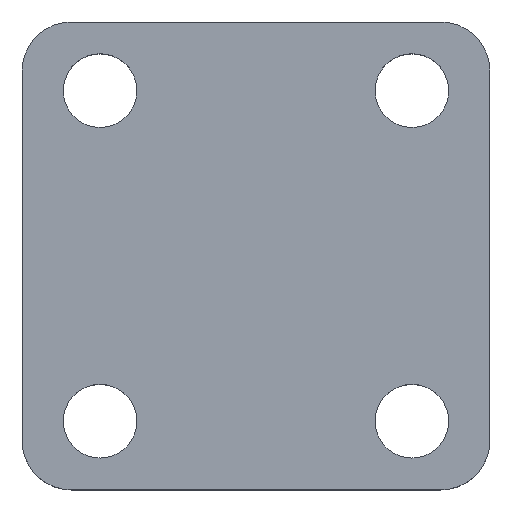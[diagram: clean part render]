
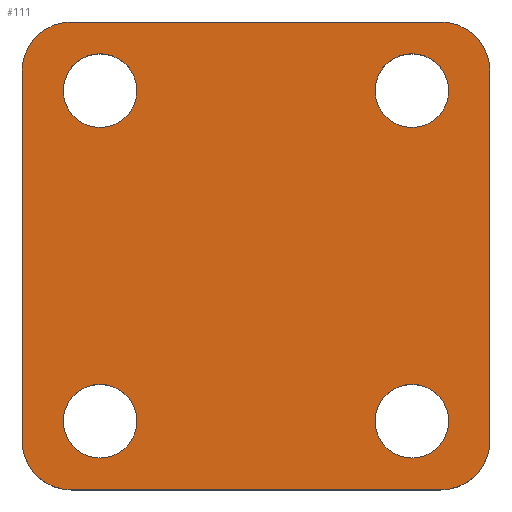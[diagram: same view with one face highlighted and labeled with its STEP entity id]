
A CAD part, top view. The second image highlights one B-rep face of the part: STEP entity #111.
In plain terms, the highlighted planar face has unit normal (0, 0, 1).
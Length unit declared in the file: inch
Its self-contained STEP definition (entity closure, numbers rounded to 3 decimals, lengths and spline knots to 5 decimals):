
#4 = DIRECTION ( 'NONE',  ( 0., 0., 1. ) ) ;
#9 = CARTESIAN_POINT ( 'NONE',  ( -0.375, -0.375, 0.09843 ) ) ;
#11 = EDGE_CURVE ( 'NONE', #391, #203, #118, .T. ) ;
#12 = ORIENTED_EDGE ( 'NONE', *, *, #50, .T. ) ;
#14 = EDGE_CURVE ( 'NONE', #328, #71, #624, .T. ) ;
#15 = CARTESIAN_POINT ( 'NONE',  ( -0.375, -0.29626, 0.09843 ) ) ;
#25 = LINE ( 'NONE', #481, #490 ) ;
#32 = VECTOR ( 'NONE', #414, 39.37008 ) ;
#34 = ORIENTED_EDGE ( 'NONE', *, *, #55, .F. ) ;
#36 = VERTEX_POINT ( 'NONE', #236 ) ;
#50 = EDGE_CURVE ( 'NONE', #158, #406, #644, .T. ) ;
#51 = CIRCLE ( 'NONE', #89, 0.05906 ) ;
#54 = DIRECTION ( 'NONE',  ( -1., 0., 0. ) ) ;
#55 = EDGE_CURVE ( 'NONE', #557, #79, #395, .T. ) ;
#66 = ORIENTED_EDGE ( 'NONE', *, *, #560, .T. ) ;
#70 = AXIS2_PLACEMENT_3D ( 'NONE', #570, #327, #227 ) ;
#71 = VERTEX_POINT ( 'NONE', #540 ) ;
#73 = DIRECTION ( 'NONE',  ( 0., 0., 1. ) ) ;
#79 = VERTEX_POINT ( 'NONE', #269 ) ;
#85 = DIRECTION ( 'NONE',  ( 0., 0., 1. ) ) ;
#89 = AXIS2_PLACEMENT_3D ( 'NONE', #199, #97, #501 ) ;
#97 = DIRECTION ( 'NONE',  ( 0., 0., 1. ) ) ;
#99 = FACE_BOUND ( 'NONE', #296, .T. ) ;
#101 = AXIS2_PLACEMENT_3D ( 'NONE', #438, #85, #321 ) ;
#109 = ORIENTED_EDGE ( 'NONE', *, *, #283, .T. ) ;
#110 = AXIS2_PLACEMENT_3D ( 'NONE', #578, #73, #263 ) ;
#111 = ADVANCED_FACE ( 'NONE', ( #291, #500, #99, #356, #345 ), #642, .F. ) ;
#116 = ORIENTED_EDGE ( 'NONE', *, *, #637, .T. ) ;
#118 = CIRCLE ( 'NONE', #573, 0.05906 ) ;
#123 = ORIENTED_EDGE ( 'NONE', *, *, #11, .F. ) ;
#131 = DIRECTION ( 'NONE',  ( 0., 0., 1. ) ) ;
#134 = CARTESIAN_POINT ( 'NONE',  ( -0.25, 0.265, 0.09843 ) ) ;
#141 = CARTESIAN_POINT ( 'NONE',  ( -0.25, -0.265, 0.09843 ) ) ;
#144 = ORIENTED_EDGE ( 'NONE', *, *, #401, .T. ) ;
#147 = EDGE_CURVE ( 'NONE', #203, #391, #51, .T. ) ;
#155 = VECTOR ( 'NONE', #208, 39.37008 ) ;
#156 = CARTESIAN_POINT ( 'NONE',  ( -0.29626, -0.29626, 0.09843 ) ) ;
#158 = VERTEX_POINT ( 'NONE', #247 ) ;
#159 = CARTESIAN_POINT ( 'NONE',  ( -0.29626, -0.375, 0.09843 ) ) ;
#163 = CARTESIAN_POINT ( 'NONE',  ( 0.19094, 0.265, 0.09843 ) ) ;
#174 = EDGE_CURVE ( 'NONE', #572, #440, #588, .T. ) ;
#179 = DIRECTION ( 'NONE',  ( 1., 0., 0. ) ) ;
#183 = DIRECTION ( 'NONE',  ( 0., 0., 1. ) ) ;
#185 = CARTESIAN_POINT ( 'NONE',  ( 0.29626, 0.29626, 0.09843 ) ) ;
#197 = DIRECTION ( 'NONE',  ( -1., 0., 0. ) ) ;
#199 = CARTESIAN_POINT ( 'NONE',  ( -0.25, 0.265, 0.09843 ) ) ;
#203 = VERTEX_POINT ( 'NONE', #596 ) ;
#205 = LINE ( 'NONE', #256, #155 ) ;
#208 = DIRECTION ( 'NONE',  ( 0., 1., 0. ) ) ;
#211 = DIRECTION ( 'NONE',  ( 0., 0., 1. ) ) ;
#212 = CIRCLE ( 'NONE', #110, 0.05906 ) ;
#215 = DIRECTION ( 'NONE',  ( 1., 0., 0. ) ) ;
#227 = DIRECTION ( 'NONE',  ( 1., 0., 0. ) ) ;
#234 = CARTESIAN_POINT ( 'NONE',  ( 0.29626, -0.29626, 0.09843 ) ) ;
#236 = CARTESIAN_POINT ( 'NONE',  ( -0.29626, 0.375, 0.09843 ) ) ;
#237 = CIRCLE ( 'NONE', #70, 0.05906 ) ;
#238 = VECTOR ( 'NONE', #215, 39.37008 ) ;
#240 = EDGE_CURVE ( 'NONE', #79, #557, #237, .T. ) ;
#245 = AXIS2_PLACEMENT_3D ( 'NONE', #324, #527, #179 ) ;
#247 = CARTESIAN_POINT ( 'NONE',  ( 0.29626, -0.375, 0.09843 ) ) ;
#248 = CARTESIAN_POINT ( 'NONE',  ( 0.375, -0.29626, 0.09843 ) ) ;
#250 = CARTESIAN_POINT ( 'NONE',  ( -0.30906, -0.265, 0.09843 ) ) ;
#254 = EDGE_CURVE ( 'NONE', #440, #572, #212, .T. ) ;
#256 = CARTESIAN_POINT ( 'NONE',  ( 0.375, -0.375, 0.09843 ) ) ;
#257 = ORIENTED_EDGE ( 'NONE', *, *, #307, .F. ) ;
#263 = DIRECTION ( 'NONE',  ( 1., 0., 0. ) ) ;
#269 = CARTESIAN_POINT ( 'NONE',  ( -0.19094, -0.265, 0.09843 ) ) ;
#273 = ORIENTED_EDGE ( 'NONE', *, *, #435, .T. ) ;
#274 = AXIS2_PLACEMENT_3D ( 'NONE', #433, #494, #443 ) ;
#283 = EDGE_CURVE ( 'NONE', #425, #158, #533, .T. ) ;
#284 = AXIS2_PLACEMENT_3D ( 'NONE', #295, #647, #197 ) ;
#291 = FACE_OUTER_BOUND ( 'NONE', #579, .T. ) ;
#295 = CARTESIAN_POINT ( 'NONE',  ( 0., 0., 0.09843 ) ) ;
#296 = EDGE_LOOP ( 'NONE', ( #473, #365 ) ) ;
#297 = AXIS2_PLACEMENT_3D ( 'NONE', #405, #4, #504 ) ;
#298 = AXIS2_PLACEMENT_3D ( 'NONE', #185, #131, #442 ) ;
#300 = ORIENTED_EDGE ( 'NONE', *, *, #626, .T. ) ;
#303 = EDGE_CURVE ( 'NONE', #444, #36, #25, .T. ) ;
#307 = EDGE_CURVE ( 'NONE', #71, #328, #561, .T. ) ;
#313 = ORIENTED_EDGE ( 'NONE', *, *, #303, .T. ) ;
#316 = CARTESIAN_POINT ( 'NONE',  ( -0.375, 0.29626, 0.09843 ) ) ;
#321 = DIRECTION ( 'NONE',  ( -1., 0., 0. ) ) ;
#324 = CARTESIAN_POINT ( 'NONE',  ( 0.25, -0.265, 0.09843 ) ) ;
#327 = DIRECTION ( 'NONE',  ( 0., 0., 1. ) ) ;
#328 = VERTEX_POINT ( 'NONE', #529 ) ;
#339 = DIRECTION ( 'NONE',  ( 1., 0., 0. ) ) ;
#345 = FACE_BOUND ( 'NONE', #566, .T. ) ;
#356 = FACE_BOUND ( 'NONE', #468, .T. ) ;
#365 = ORIENTED_EDGE ( 'NONE', *, *, #174, .F. ) ;
#366 = AXIS2_PLACEMENT_3D ( 'NONE', #234, #496, #593 ) ;
#367 = CARTESIAN_POINT ( 'NONE',  ( 0.29626, 0.375, 0.09843 ) ) ;
#380 = AXIS2_PLACEMENT_3D ( 'NONE', #141, #539, #339 ) ;
#391 = VERTEX_POINT ( 'NONE', #507 ) ;
#395 = CIRCLE ( 'NONE', #380, 0.05906 ) ;
#396 = CIRCLE ( 'NONE', #101, 0.07874 ) ;
#401 = EDGE_CURVE ( 'NONE', #441, #425, #555, .T. ) ;
#405 = CARTESIAN_POINT ( 'NONE',  ( 0.25, 0.265, 0.09843 ) ) ;
#406 = VERTEX_POINT ( 'NONE', #248 ) ;
#414 = DIRECTION ( 'NONE',  ( 0., -1., 0. ) ) ;
#425 = VERTEX_POINT ( 'NONE', #159 ) ;
#430 = ORIENTED_EDGE ( 'NONE', *, *, #147, .F. ) ;
#433 = CARTESIAN_POINT ( 'NONE',  ( 0.25, -0.265, 0.09843 ) ) ;
#435 = EDGE_CURVE ( 'NONE', #406, #606, #205, .T. ) ;
#438 = CARTESIAN_POINT ( 'NONE',  ( -0.29626, 0.29626, 0.09843 ) ) ;
#440 = VERTEX_POINT ( 'NONE', #163 ) ;
#441 = VERTEX_POINT ( 'NONE', #15 ) ;
#442 = DIRECTION ( 'NONE',  ( -1., 0., 0. ) ) ;
#443 = DIRECTION ( 'NONE',  ( 1., 0., 0. ) ) ;
#444 = VERTEX_POINT ( 'NONE', #367 ) ;
#449 = AXIS2_PLACEMENT_3D ( 'NONE', #156, #211, #54 ) ;
#457 = ORIENTED_EDGE ( 'NONE', *, *, #14, .F. ) ;
#466 = LINE ( 'NONE', #9, #32 ) ;
#468 = EDGE_LOOP ( 'NONE', ( #457, #257 ) ) ;
#473 = ORIENTED_EDGE ( 'NONE', *, *, #254, .F. ) ;
#480 = CARTESIAN_POINT ( 'NONE',  ( 0.375, 0.29626, 0.09843 ) ) ;
#481 = CARTESIAN_POINT ( 'NONE',  ( -0.375, 0.375, 0.09843 ) ) ;
#490 = VECTOR ( 'NONE', #619, 39.37008 ) ;
#494 = DIRECTION ( 'NONE',  ( 0., 0., 1. ) ) ;
#496 = DIRECTION ( 'NONE',  ( 0., 0., 1. ) ) ;
#500 = FACE_BOUND ( 'NONE', #608, .T. ) ;
#501 = DIRECTION ( 'NONE',  ( 1., 0., 0. ) ) ;
#504 = DIRECTION ( 'NONE',  ( 1., 0., 0. ) ) ;
#507 = CARTESIAN_POINT ( 'NONE',  ( -0.19094, 0.265, 0.09843 ) ) ;
#517 = CARTESIAN_POINT ( 'NONE',  ( 0.30906, 0.265, 0.09843 ) ) ;
#527 = DIRECTION ( 'NONE',  ( 0., 0., 1. ) ) ;
#529 = CARTESIAN_POINT ( 'NONE',  ( 0.19094, -0.265, 0.09843 ) ) ;
#533 = LINE ( 'NONE', #583, #238 ) ;
#535 = ORIENTED_EDGE ( 'NONE', *, *, #240, .F. ) ;
#539 = DIRECTION ( 'NONE',  ( 0., 0., 1. ) ) ;
#540 = CARTESIAN_POINT ( 'NONE',  ( 0.30906, -0.265, 0.09843 ) ) ;
#555 = CIRCLE ( 'NONE', #449, 0.07874 ) ;
#557 = VERTEX_POINT ( 'NONE', #250 ) ;
#560 = EDGE_CURVE ( 'NONE', #601, #441, #466, .T. ) ;
#561 = CIRCLE ( 'NONE', #274, 0.05906 ) ;
#566 = EDGE_LOOP ( 'NONE', ( #34, #535 ) ) ;
#570 = CARTESIAN_POINT ( 'NONE',  ( -0.25, -0.265, 0.09843 ) ) ;
#572 = VERTEX_POINT ( 'NONE', #517 ) ;
#573 = AXIS2_PLACEMENT_3D ( 'NONE', #134, #183, #585 ) ;
#578 = CARTESIAN_POINT ( 'NONE',  ( 0.25, 0.265, 0.09843 ) ) ;
#579 = EDGE_LOOP ( 'NONE', ( #66, #144, #109, #12, #273, #300, #313, #116 ) ) ;
#583 = CARTESIAN_POINT ( 'NONE',  ( -0.375, -0.375, 0.09843 ) ) ;
#585 = DIRECTION ( 'NONE',  ( 1., 0., 0. ) ) ;
#588 = CIRCLE ( 'NONE', #297, 0.05906 ) ;
#590 = CIRCLE ( 'NONE', #298, 0.07874 ) ;
#593 = DIRECTION ( 'NONE',  ( -1., 0., 0. ) ) ;
#596 = CARTESIAN_POINT ( 'NONE',  ( -0.30906, 0.265, 0.09843 ) ) ;
#601 = VERTEX_POINT ( 'NONE', #316 ) ;
#606 = VERTEX_POINT ( 'NONE', #480 ) ;
#608 = EDGE_LOOP ( 'NONE', ( #430, #123 ) ) ;
#619 = DIRECTION ( 'NONE',  ( -1., 0., 0. ) ) ;
#624 = CIRCLE ( 'NONE', #245, 0.05906 ) ;
#626 = EDGE_CURVE ( 'NONE', #606, #444, #590, .T. ) ;
#637 = EDGE_CURVE ( 'NONE', #36, #601, #396, .T. ) ;
#642 = PLANE ( 'NONE',  #284 ) ;
#644 = CIRCLE ( 'NONE', #366, 0.07874 ) ;
#647 = DIRECTION ( 'NONE',  ( 0., 0., -1. ) ) ;
